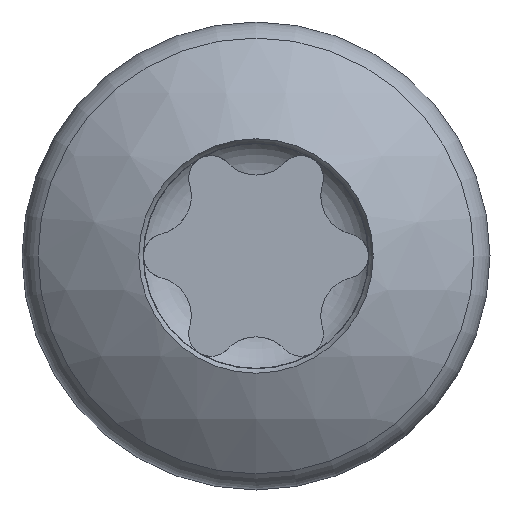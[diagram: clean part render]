
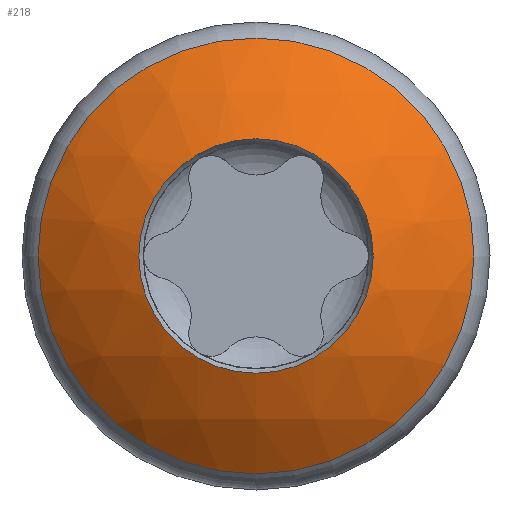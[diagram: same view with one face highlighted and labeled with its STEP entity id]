
A CAD part, left-side view. The second image highlights one B-rep face of the part: STEP entity #218.
In plain terms, the highlighted spherical face has radius 3.542 mm.
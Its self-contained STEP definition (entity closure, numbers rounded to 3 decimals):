
#16 = ORIENTED_EDGE ( 'NONE', *, *, #2918, .F. ) ;
#44 = FACE_OUTER_BOUND ( 'NONE', #305, .T. ) ;
#125 = CIRCLE ( 'NONE', #637, 1.253 ) ;
#142 = DIRECTION ( 'NONE',  ( 0., 1., 0. ) ) ;
#218 = ADVANCED_FACE ( 'NONE', ( #44, #753 ), #1240, .T. ) ;
#305 = EDGE_LOOP ( 'NONE', ( #16 ) ) ;
#500 = CARTESIAN_POINT ( 'NONE',  ( 3.542, 0., 0. ) ) ;
#598 = CARTESIAN_POINT ( 'NONE',  ( 0.873, 0., 0. ) ) ;
#637 = AXIS2_PLACEMENT_3D ( 'NONE', #2259, #1826, #1812 ) ;
#651 = EDGE_CURVE ( 'NONE', #1341, #1341, #1490, .T. ) ;
#709 = ORIENTED_EDGE ( 'NONE', *, *, #651, .F. ) ;
#753 = FACE_OUTER_BOUND ( 'NONE', #2606, .T. ) ;
#1119 = VERTEX_POINT ( 'NONE', #1375 ) ;
#1240 = SPHERICAL_SURFACE ( 'NONE', #2696, 3.542 ) ;
#1341 = VERTEX_POINT ( 'NONE', #2059 ) ;
#1375 = CARTESIAN_POINT ( 'NONE',  ( 0.229, 1.253, 0. ) ) ;
#1490 = CIRCLE ( 'NONE', #2112, 2.329 ) ;
#1812 = DIRECTION ( 'NONE',  ( 0., 1., 0. ) ) ;
#1826 = DIRECTION ( 'NONE',  ( -1., 0., 0. ) ) ;
#1899 = DIRECTION ( 'NONE',  ( 0., 0., 1. ) ) ;
#2059 = CARTESIAN_POINT ( 'NONE',  ( 0.873, 2.329, 0. ) ) ;
#2112 = AXIS2_PLACEMENT_3D ( 'NONE', #598, #2689, #142 ) ;
#2259 = CARTESIAN_POINT ( 'NONE',  ( 0.229, 0., 0. ) ) ;
#2606 = EDGE_LOOP ( 'NONE', ( #709 ) ) ;
#2689 = DIRECTION ( 'NONE',  ( 1., 0., 0. ) ) ;
#2696 = AXIS2_PLACEMENT_3D ( 'NONE', #500, #1899, #2844 ) ;
#2844 = DIRECTION ( 'NONE',  ( 0., 1., 0. ) ) ;
#2918 = EDGE_CURVE ( 'NONE', #1119, #1119, #125, .T. ) ;
